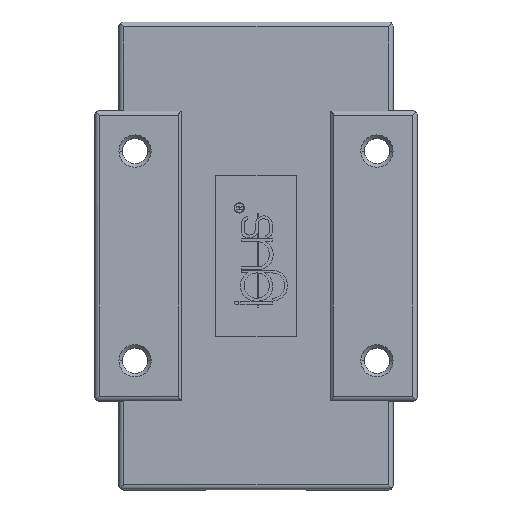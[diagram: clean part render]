
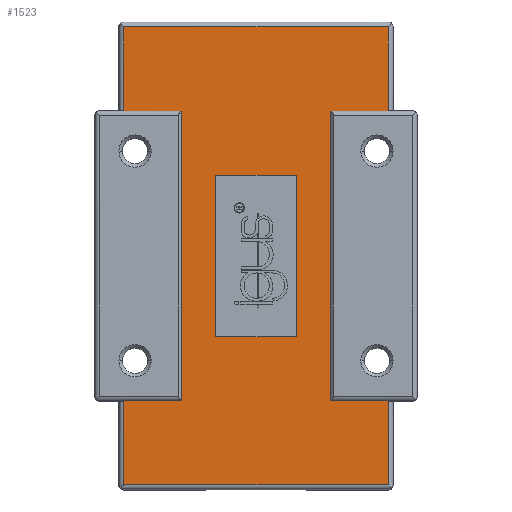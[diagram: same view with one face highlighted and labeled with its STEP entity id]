
A CAD part, top view. The second image highlights one B-rep face of the part: STEP entity #1523.
In plain terms, the highlighted planar face has unit normal (0, 0, 1).
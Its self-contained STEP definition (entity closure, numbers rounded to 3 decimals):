
#1523=ADVANCED_FACE('',(#3759,#3760),#3761,.T.);
#2295=EDGE_CURVE('',#4821,#4818,#4822,.T.);
#2301=EDGE_CURVE('',#4818,#4826,#4829,.T.);
#2305=EDGE_CURVE('',#4826,#4831,#4834,.T.);
#2307=EDGE_CURVE('',#4831,#4821,#4836,.T.);
#2465=EDGE_CURVE('',#5035,#5038,#5039,.T.);
#2495=EDGE_CURVE('',#5079,#5070,#5082,.T.);
#2499=EDGE_CURVE('',#5084,#5088,#5089,.T.);
#2515=EDGE_CURVE('',#5100,#5109,#5112,.T.);
#2523=EDGE_CURVE('',#5124,#5121,#5125,.T.);
#2531=EDGE_CURVE('',#5136,#5133,#5137,.T.);
#2553=EDGE_CURVE('',#5164,#5038,#5165,.T.);
#2559=EDGE_CURVE('',#5172,#5084,#5173,.T.);
#2575=EDGE_CURVE('',#5124,#5192,#5193,.T.);
#2601=EDGE_CURVE('',#5192,#5226,#5227,.T.);
#2643=EDGE_CURVE('',#5100,#5079,#5281,.T.);
#2647=EDGE_CURVE('',#5285,#5109,#5286,.T.);
#2649=EDGE_CURVE('',#5288,#5285,#5289,.T.);
#2651=EDGE_CURVE('',#5136,#5288,#5291,.T.);
#2653=EDGE_CURVE('',#5133,#5226,#5293,.T.);
#2655=EDGE_CURVE('',#5121,#5088,#5295,.T.);
#2657=EDGE_CURVE('',#5164,#5172,#5297,.T.);
#2659=EDGE_CURVE('',#5299,#5035,#5300,.T.);
#2661=EDGE_CURVE('',#5302,#5299,#5303,.T.);
#2663=EDGE_CURVE('',#5070,#5302,#5305,.T.);
#3759=FACE_OUTER_BOUND('',#6595,.T.);
#3760=FACE_BOUND('',#6596,.T.);
#3761=PLANE('',#6597);
#4818=VERTEX_POINT('',#8255);
#4821=VERTEX_POINT('',#8260);
#4822=LINE('',#8261,#8262);
#4826=VERTEX_POINT('',#8269);
#4829=LINE('',#8274,#8275);
#4831=VERTEX_POINT('',#8278);
#4834=LINE('',#8283,#8284);
#4836=LINE('',#8287,#8288);
#5035=VERTEX_POINT('',#8615);
#5038=VERTEX_POINT('',#8619);
#5039=LINE('',#8620,#8621);
#5070=VERTEX_POINT('',#8666);
#5079=VERTEX_POINT('',#8679);
#5082=LINE('',#8683,#8684);
#5084=VERTEX_POINT('',#8687);
#5088=VERTEX_POINT('',#8692);
#5089=LINE('',#8693,#8694);
#5100=VERTEX_POINT('',#8710);
#5109=VERTEX_POINT('',#8723);
#5112=LINE('',#8727,#8728);
#5121=VERTEX_POINT('',#8741);
#5124=VERTEX_POINT('',#8745);
#5125=LINE('',#8746,#8747);
#5133=VERTEX_POINT('',#8758);
#5136=VERTEX_POINT('',#8762);
#5137=LINE('',#8763,#8764);
#5164=VERTEX_POINT('',#8807);
#5165=LINE('',#8808,#8809);
#5172=VERTEX_POINT('',#8820);
#5173=CIRCLE('',#8821,0.3);
#5192=VERTEX_POINT('',#8852);
#5193=CIRCLE('',#8853,0.3);
#5226=VERTEX_POINT('',#8908);
#5227=LINE('',#8909,#8910);
#5281=LINE('',#8998,#8999);
#5285=VERTEX_POINT('',#9006);
#5286=CIRCLE('',#9007,0.3);
#5288=VERTEX_POINT('',#9010);
#5289=LINE('',#9011,#9012);
#5291=LINE('',#9015,#9016);
#5293=LINE('',#9019,#9020);
#5295=LINE('',#9023,#9024);
#5297=LINE('',#9027,#9028);
#5299=VERTEX_POINT('',#9031);
#5300=LINE('',#9032,#9033);
#5302=VERTEX_POINT('',#9036);
#5303=LINE('',#9037,#9038);
#5305=CIRCLE('',#9041,0.3);
#6595=EDGE_LOOP('',(#11585,#11586,#11587,#11588,#11589,#11590,#11591,#11592,#11593,#11594,#11595,#11596,#11597,#11598,#11599,#11600,#11601,#11602,#11603,#11604));
#6596=EDGE_LOOP('',(#11605,#11606,#11607,#11608));
#6597=AXIS2_PLACEMENT_3D('',#11609,#11610,#11611);
#8255=CARTESIAN_POINT('',(-2.5,9.5,4.72));
#8260=CARTESIAN_POINT('',(2.5,9.5,4.72));
#8261=CARTESIAN_POINT('',(2.31,9.5,4.72));
#8262=VECTOR('',#12561,1.0);
#8269=CARTESIAN_POINT('',(-2.5,19.5,4.72));
#8274=CARTESIAN_POINT('',(-2.5,10.0,4.72));
#8275=VECTOR('',#12564,1.0);
#8278=CARTESIAN_POINT('',(2.5,19.5,4.72));
#8283=CARTESIAN_POINT('',(2.31,19.5,4.72));
#8284=VECTOR('',#12566,1.0);
#8287=CARTESIAN_POINT('',(2.5,10.0,4.72));
#8288=VECTOR('',#12567,1.0);
#8615=CARTESIAN_POINT('',(-8.2,28.7,4.72));
#8619=CARTESIAN_POINT('',(8.2,28.7,4.72));
#8620=CARTESIAN_POINT('',(0.,28.7,4.72));
#8621=VECTOR('',#12730,1.0);
#8666=CARTESIAN_POINT('',(-9.82,23.475,4.72));
#8679=CARTESIAN_POINT('',(-4.62,23.475,4.72));
#8683=CARTESIAN_POINT('',(20.0,23.475,4.72));
#8684=VECTOR('',#12765,1.0);
#8687=CARTESIAN_POINT('',(9.82,23.475,4.72));
#8692=CARTESIAN_POINT('',(4.62,23.475,4.72));
#8693=CARTESIAN_POINT('',(20.0,23.475,4.72));
#8694=VECTOR('',#12769,1.0);
#8710=CARTESIAN_POINT('',(-4.62,5.525,4.72));
#8723=CARTESIAN_POINT('',(-9.82,5.525,4.72));
#8727=CARTESIAN_POINT('',(20.0,5.525,4.72));
#8728=VECTOR('',#12787,1.0);
#8741=CARTESIAN_POINT('',(4.62,5.525,4.72));
#8745=CARTESIAN_POINT('',(9.82,5.525,4.72));
#8746=CARTESIAN_POINT('',(20.0,5.525,4.72));
#8747=VECTOR('',#12795,1.0);
#8758=CARTESIAN_POINT('',(8.2,0.3,4.72));
#8762=CARTESIAN_POINT('',(-8.2,0.3,4.72));
#8763=CARTESIAN_POINT('',(0.,0.3,4.72));
#8764=VECTOR('',#12805,1.0);
#8807=CARTESIAN_POINT('',(8.2,23.5,4.72));
#8808=CARTESIAN_POINT('',(8.2,23.5,4.72));
#8809=VECTOR('',#12826,1.0);
#8820=CARTESIAN_POINT('',(9.7,23.5,4.72));
#8821=AXIS2_PLACEMENT_3D('',#12831,#12832,#12833);
#8852=CARTESIAN_POINT('',(9.7,5.5,4.72));
#8853=AXIS2_PLACEMENT_3D('',#12847,#12848,#12849);
#8908=CARTESIAN_POINT('',(8.2,5.5,4.72));
#8909=CARTESIAN_POINT('',(10.,5.5,4.72));
#8910=VECTOR('',#12868,1.0);
#8998=CARTESIAN_POINT('',(-4.62,5.5,4.72));
#8999=VECTOR('',#12903,1.0);
#9006=CARTESIAN_POINT('',(-9.7,5.5,4.72));
#9007=AXIS2_PLACEMENT_3D('',#12905,#12906,#12907);
#9010=CARTESIAN_POINT('',(-8.2,5.5,4.72));
#9011=CARTESIAN_POINT('',(10.,5.5,4.72));
#9012=VECTOR('',#12908,1.0);
#9015=CARTESIAN_POINT('',(-8.2,0.0,4.72));
#9016=VECTOR('',#12909,1.0);
#9019=CARTESIAN_POINT('',(8.2,0.0,4.72));
#9020=VECTOR('',#12910,1.0);
#9023=CARTESIAN_POINT('',(4.62,5.5,4.72));
#9024=VECTOR('',#12911,1.0);
#9027=CARTESIAN_POINT('',(10.,23.5,4.72));
#9028=VECTOR('',#12912,1.0);
#9031=CARTESIAN_POINT('',(-8.2,23.5,4.72));
#9032=CARTESIAN_POINT('',(-8.2,23.5,4.72));
#9033=VECTOR('',#12913,1.0);
#9036=CARTESIAN_POINT('',(-9.7,23.5,4.72));
#9037=CARTESIAN_POINT('',(10.,23.5,4.72));
#9038=VECTOR('',#12914,1.0);
#9041=AXIS2_PLACEMENT_3D('',#12915,#12916,#12917);
#11585=ORIENTED_EDGE('',*,*,#2643,.F.);
#11586=ORIENTED_EDGE('',*,*,#2515,.T.);
#11587=ORIENTED_EDGE('',*,*,#2647,.F.);
#11588=ORIENTED_EDGE('',*,*,#2649,.F.);
#11589=ORIENTED_EDGE('',*,*,#2651,.F.);
#11590=ORIENTED_EDGE('',*,*,#2531,.T.);
#11591=ORIENTED_EDGE('',*,*,#2653,.T.);
#11592=ORIENTED_EDGE('',*,*,#2601,.F.);
#11593=ORIENTED_EDGE('',*,*,#2575,.F.);
#11594=ORIENTED_EDGE('',*,*,#2523,.T.);
#11595=ORIENTED_EDGE('',*,*,#2655,.T.);
#11596=ORIENTED_EDGE('',*,*,#2499,.F.);
#11597=ORIENTED_EDGE('',*,*,#2559,.F.);
#11598=ORIENTED_EDGE('',*,*,#2657,.F.);
#11599=ORIENTED_EDGE('',*,*,#2553,.T.);
#11600=ORIENTED_EDGE('',*,*,#2465,.F.);
#11601=ORIENTED_EDGE('',*,*,#2659,.F.);
#11602=ORIENTED_EDGE('',*,*,#2661,.F.);
#11603=ORIENTED_EDGE('',*,*,#2663,.F.);
#11604=ORIENTED_EDGE('',*,*,#2495,.F.);
#11605=ORIENTED_EDGE('',*,*,#2295,.T.);
#11606=ORIENTED_EDGE('',*,*,#2301,.T.);
#11607=ORIENTED_EDGE('',*,*,#2305,.T.);
#11608=ORIENTED_EDGE('',*,*,#2307,.T.);
#11609=CARTESIAN_POINT('',(4.62,5.5,4.72));
#11610=DIRECTION('',(0.0,0.0,1.0));
#11611=DIRECTION('',(1.0,0.0,0.0));
#12561=DIRECTION('',(-1.0,0.0,0.0));
#12564=DIRECTION('',(0.0,1.0,0.0));
#12566=DIRECTION('',(1.0,0.0,0.0));
#12567=DIRECTION('',(0.0,-1.0,0.0));
#12730=DIRECTION('',(1.0,0.0,0.0));
#12765=DIRECTION('',(-1.0,0.0,0.0));
#12769=DIRECTION('',(-1.0,0.0,0.0));
#12787=DIRECTION('',(-1.0,0.0,0.0));
#12795=DIRECTION('',(-1.0,0.0,0.0));
#12805=DIRECTION('',(1.0,0.0,0.0));
#12826=DIRECTION('',(0.0,1.0,0.0));
#12831=CARTESIAN_POINT('',(9.7,23.2,4.72));
#12832=DIRECTION('',(0.0,0.0,-1.0));
#12833=DIRECTION('',(1.0,0.,0.0));
#12847=CARTESIAN_POINT('',(9.7,5.8,4.72));
#12848=DIRECTION('',(0.0,0.0,-1.0));
#12849=DIRECTION('',(0.0,-1.0,0.0));
#12868=DIRECTION('',(-1.0,0.0,0.0));
#12903=DIRECTION('',(0.0,1.0,0.0));
#12905=CARTESIAN_POINT('',(-9.7,5.8,4.72));
#12906=DIRECTION('',(0.0,0.0,-1.0));
#12907=DIRECTION('',(-1.0,0.,0.0));
#12908=DIRECTION('',(-1.0,0.0,0.0));
#12909=DIRECTION('',(0.0,1.0,0.0));
#12910=DIRECTION('',(0.0,1.0,0.0));
#12911=DIRECTION('',(0.0,1.0,0.0));
#12912=DIRECTION('',(1.0,0.0,0.0));
#12913=DIRECTION('',(0.0,1.0,0.0));
#12914=DIRECTION('',(1.0,0.0,0.0));
#12915=CARTESIAN_POINT('',(-9.7,23.2,4.72));
#12916=DIRECTION('',(0.0,0.0,-1.0));
#12917=DIRECTION('',(0.,1.0,0.0));
